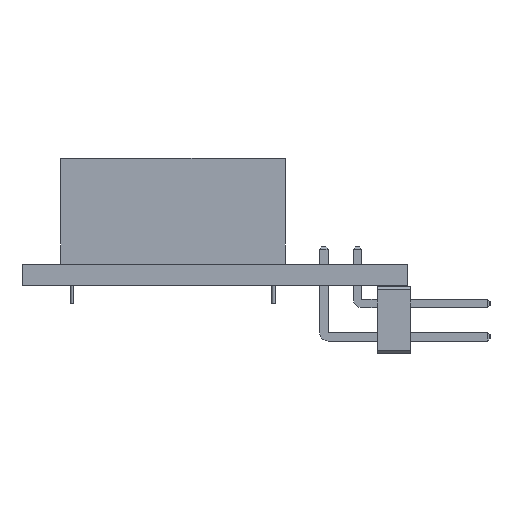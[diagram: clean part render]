
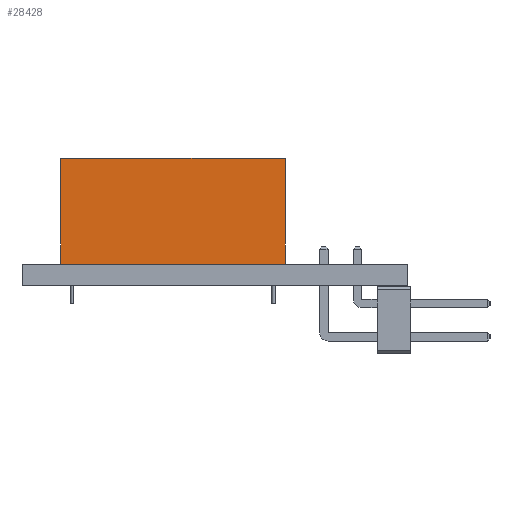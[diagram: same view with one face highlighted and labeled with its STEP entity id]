
A CAD part, left-side view. The second image highlights one B-rep face of the part: STEP entity #28428.
In plain terms, the highlighted planar face has unit normal (-1, 0, 0).
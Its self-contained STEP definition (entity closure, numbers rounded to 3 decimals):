
#28119 = VERTEX_POINT('',#28120);
#28120 = CARTESIAN_POINT('',(-12.573,-8.51,0.));
#28129 = PLANE('',#28130);
#28130 = AXIS2_PLACEMENT_3D('',#28131,#28132,#28133);
#28131 = CARTESIAN_POINT('',(-12.573,-8.51,0.));
#28132 = DIRECTION('',(0.,0.,1.));
#28133 = DIRECTION('',(0.,1.,0.));
#28141 = PLANE('',#28142);
#28142 = AXIS2_PLACEMENT_3D('',#28143,#28144,#28145);
#28143 = CARTESIAN_POINT('',(-12.573,-8.51,8.));
#28144 = DIRECTION('',(0.,1.,0.));
#28145 = DIRECTION('',(0.,0.,-1.));
#28182 = VERTEX_POINT('',#28183);
#28183 = CARTESIAN_POINT('',(-12.573,8.51,0.));
#28197 = PLANE('',#28198);
#28198 = AXIS2_PLACEMENT_3D('',#28199,#28200,#28201);
#28199 = CARTESIAN_POINT('',(-12.573,8.51,0.));
#28200 = DIRECTION('',(0.,-1.,0.));
#28201 = DIRECTION('',(0.,0.,1.));
#28209 = EDGE_CURVE('',#28119,#28182,#28210,.T.);
#28210 = SURFACE_CURVE('',#28211,(#28215,#28222),.PCURVE_S1.);
#28211 = LINE('',#28212,#28213);
#28212 = CARTESIAN_POINT('',(-12.573,-8.51,0.));
#28213 = VECTOR('',#28214,1.);
#28214 = DIRECTION('',(0.,1.,0.));
#28215 = PCURVE('',#28129,#28216);
#28216 = DEFINITIONAL_REPRESENTATION('',(#28217),#28221);
#28217 = LINE('',#28218,#28219);
#28218 = CARTESIAN_POINT('',(0.,0.));
#28219 = VECTOR('',#28220,1.);
#28220 = DIRECTION('',(1.,0.));
#28221 = ( GEOMETRIC_REPRESENTATION_CONTEXT(2) 
PARAMETRIC_REPRESENTATION_CONTEXT() REPRESENTATION_CONTEXT('2D SPACE',''
  ) );
#28222 = PCURVE('',#28223,#28228);
#28223 = PLANE('',#28224);
#28224 = AXIS2_PLACEMENT_3D('',#28225,#28226,#28227);
#28225 = CARTESIAN_POINT('',(-12.573,0.,4.));
#28226 = DIRECTION('',(1.,0.,0.));
#28227 = DIRECTION('',(-0.,1.,0.));
#28228 = DEFINITIONAL_REPRESENTATION('',(#28229),#28233);
#28229 = LINE('',#28230,#28231);
#28230 = CARTESIAN_POINT('',(-8.51,-4.));
#28231 = VECTOR('',#28232,1.);
#28232 = DIRECTION('',(1.,0.));
#28233 = ( GEOMETRIC_REPRESENTATION_CONTEXT(2) 
PARAMETRIC_REPRESENTATION_CONTEXT() REPRESENTATION_CONTEXT('2D SPACE',''
  ) );
#28263 = VERTEX_POINT('',#28264);
#28264 = CARTESIAN_POINT('',(-12.573,8.51,8.));
#28278 = PLANE('',#28279);
#28279 = AXIS2_PLACEMENT_3D('',#28280,#28281,#28282);
#28280 = CARTESIAN_POINT('',(-12.573,8.51,8.));
#28281 = DIRECTION('',(0.,0.,-1.));
#28282 = DIRECTION('',(0.,-1.,0.));
#28290 = EDGE_CURVE('',#28182,#28263,#28291,.T.);
#28291 = SURFACE_CURVE('',#28292,(#28296,#28303),.PCURVE_S1.);
#28292 = LINE('',#28293,#28294);
#28293 = CARTESIAN_POINT('',(-12.573,8.51,0.));
#28294 = VECTOR('',#28295,1.);
#28295 = DIRECTION('',(0.,0.,1.));
#28296 = PCURVE('',#28197,#28297);
#28297 = DEFINITIONAL_REPRESENTATION('',(#28298),#28302);
#28298 = LINE('',#28299,#28300);
#28299 = CARTESIAN_POINT('',(0.,0.));
#28300 = VECTOR('',#28301,1.);
#28301 = DIRECTION('',(1.,0.));
#28302 = ( GEOMETRIC_REPRESENTATION_CONTEXT(2) 
PARAMETRIC_REPRESENTATION_CONTEXT() REPRESENTATION_CONTEXT('2D SPACE',''
  ) );
#28303 = PCURVE('',#28223,#28304);
#28304 = DEFINITIONAL_REPRESENTATION('',(#28305),#28309);
#28305 = LINE('',#28306,#28307);
#28306 = CARTESIAN_POINT('',(8.51,-4.));
#28307 = VECTOR('',#28308,1.);
#28308 = DIRECTION('',(0.,1.));
#28309 = ( GEOMETRIC_REPRESENTATION_CONTEXT(2) 
PARAMETRIC_REPRESENTATION_CONTEXT() REPRESENTATION_CONTEXT('2D SPACE',''
  ) );
#28339 = VERTEX_POINT('',#28340);
#28340 = CARTESIAN_POINT('',(-12.573,-8.51,8.));
#28361 = EDGE_CURVE('',#28263,#28339,#28362,.T.);
#28362 = SURFACE_CURVE('',#28363,(#28367,#28374),.PCURVE_S1.);
#28363 = LINE('',#28364,#28365);
#28364 = CARTESIAN_POINT('',(-12.573,8.51,8.));
#28365 = VECTOR('',#28366,1.);
#28366 = DIRECTION('',(0.,-1.,0.));
#28367 = PCURVE('',#28278,#28368);
#28368 = DEFINITIONAL_REPRESENTATION('',(#28369),#28373);
#28369 = LINE('',#28370,#28371);
#28370 = CARTESIAN_POINT('',(0.,0.));
#28371 = VECTOR('',#28372,1.);
#28372 = DIRECTION('',(1.,0.));
#28373 = ( GEOMETRIC_REPRESENTATION_CONTEXT(2) 
PARAMETRIC_REPRESENTATION_CONTEXT() REPRESENTATION_CONTEXT('2D SPACE',''
  ) );
#28374 = PCURVE('',#28223,#28375);
#28375 = DEFINITIONAL_REPRESENTATION('',(#28376),#28380);
#28376 = LINE('',#28377,#28378);
#28377 = CARTESIAN_POINT('',(8.51,4.));
#28378 = VECTOR('',#28379,1.);
#28379 = DIRECTION('',(-1.,0.));
#28380 = ( GEOMETRIC_REPRESENTATION_CONTEXT(2) 
PARAMETRIC_REPRESENTATION_CONTEXT() REPRESENTATION_CONTEXT('2D SPACE',''
  ) );
#28408 = EDGE_CURVE('',#28339,#28119,#28409,.T.);
#28409 = SURFACE_CURVE('',#28410,(#28414,#28421),.PCURVE_S1.);
#28410 = LINE('',#28411,#28412);
#28411 = CARTESIAN_POINT('',(-12.573,-8.51,8.));
#28412 = VECTOR('',#28413,1.);
#28413 = DIRECTION('',(0.,0.,-1.));
#28414 = PCURVE('',#28141,#28415);
#28415 = DEFINITIONAL_REPRESENTATION('',(#28416),#28420);
#28416 = LINE('',#28417,#28418);
#28417 = CARTESIAN_POINT('',(0.,0.));
#28418 = VECTOR('',#28419,1.);
#28419 = DIRECTION('',(1.,0.));
#28420 = ( GEOMETRIC_REPRESENTATION_CONTEXT(2) 
PARAMETRIC_REPRESENTATION_CONTEXT() REPRESENTATION_CONTEXT('2D SPACE',''
  ) );
#28421 = PCURVE('',#28223,#28422);
#28422 = DEFINITIONAL_REPRESENTATION('',(#28423),#28427);
#28423 = LINE('',#28424,#28425);
#28424 = CARTESIAN_POINT('',(-8.51,4.));
#28425 = VECTOR('',#28426,1.);
#28426 = DIRECTION('',(0.,-1.));
#28427 = ( GEOMETRIC_REPRESENTATION_CONTEXT(2) 
PARAMETRIC_REPRESENTATION_CONTEXT() REPRESENTATION_CONTEXT('2D SPACE',''
  ) );
#28428 = ADVANCED_FACE('',(#28429),#28223,.F.);
#28429 = FACE_BOUND('',#28430,.F.);
#28430 = EDGE_LOOP('',(#28431,#28432,#28433,#28434));
#28431 = ORIENTED_EDGE('',*,*,#28209,.T.);
#28432 = ORIENTED_EDGE('',*,*,#28290,.T.);
#28433 = ORIENTED_EDGE('',*,*,#28361,.T.);
#28434 = ORIENTED_EDGE('',*,*,#28408,.T.);
